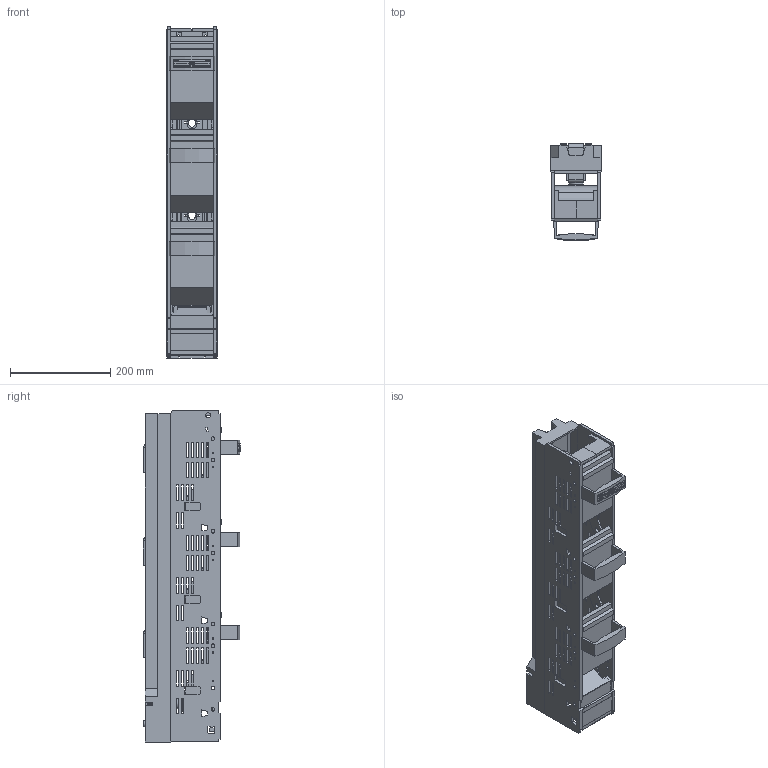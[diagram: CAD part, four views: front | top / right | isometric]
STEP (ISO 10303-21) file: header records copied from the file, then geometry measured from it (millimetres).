
FILE_DESCRIPTION((''),'2;1');
FILE_NAME('SL3_3X_3A_ASM','2021-04-15T',('marketing.praksa'),('Audax d.o.o.'),'CREO PARAMETRIC BY PTC INC, 2017480','CREO PARAMETRIC BY PTC INC, 2017480','');
FILE_SCHEMA(('AUTOMOTIVE_DESIGN { 1 0 10303 214 1 1 1 1 }'));
Products named in the file (17): BREP_WITH_VOIDS_1; 802870_L03_LEISTENDECKEL__OBERT; 804192_L_NH-LEISTENUNTERT-55369; 804192_L_NH-LEISTENUNTERT-60897; 804192_L_NH-LEISTENUNTERT-61566; 804192_L_NH-LEISTENUNTERT-62235; 804192_L_NH-LEISTENUNTERT-62833; 804192_L_NH-LEISTENUNTERT-63062; 804192_L_NH-LEISTENUNTERT-67992; 804192_L_NH-LEISTENUNTERT-68221; 802870_L03_LEISTENDECKEL__OBE_3; 802870_L03_LEISTENDECKEL__OBE_7; 802870_L03_LEISTENDECKEL__OBE_8; PRT0116; PRT0118; COPPER; SL3_3X_3A_ASM
Assembly tree (16 placements, depth 2):
  SL3_3X_3A_ASM
    BREP_WITH_VOIDS_1
    802870_L03_LEISTENDECKEL__OBERT
    804192_L_NH-LEISTENUNTERT-55369
    804192_L_NH-LEISTENUNTERT-60897
    804192_L_NH-LEISTENUNTERT-61566
    804192_L_NH-LEISTENUNTERT-62235
    804192_L_NH-LEISTENUNTERT-62833
    804192_L_NH-LEISTENUNTERT-63062
    804192_L_NH-LEISTENUNTERT-67992
    804192_L_NH-LEISTENUNTERT-68221
    802870_L03_LEISTENDECKEL__OBE_3
    802870_L03_LEISTENDECKEL__OBE_7
    802870_L03_LEISTENDECKEL__OBE_8
    PRT0116
    PRT0118
    COPPER
Bounding box: 100 x 193.75 x 662 mm (x, y, z)
Volume: 2990138.9 mm3; surface area: 1003132.8 mm2
Topology: 23 solids, 23 shells, 2556 faces, 6639 edges, 4168 vertices
Faces by surface type: plane 2198, cylinder 316, cone 42
Entity records: 116497 total; most frequent: CARTESIAN_POINT 14203, ORIENTED_EDGE 13278, DIRECTION 12447, PRESENTATION_STYLE_ASSIGNMENT 9218, STYLED_ITEM 9218, CURVE_STYLE 6639, EDGE_CURVE 6639, VECTOR 5783
